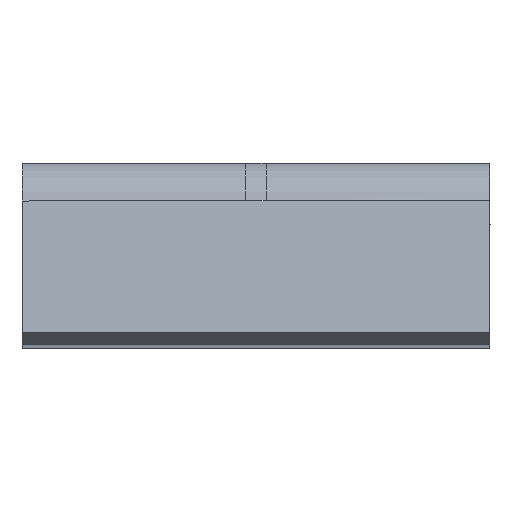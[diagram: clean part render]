
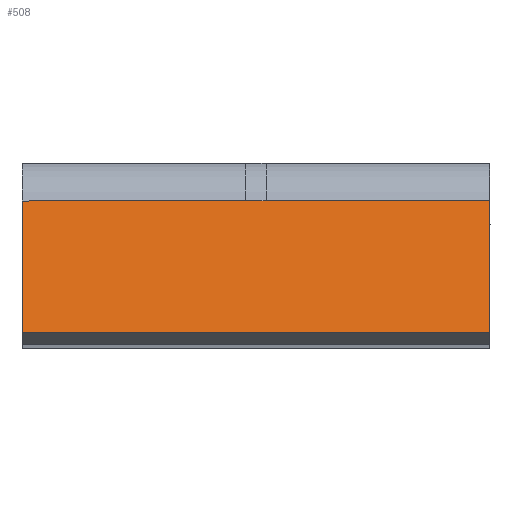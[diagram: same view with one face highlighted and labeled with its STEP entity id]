
A CAD part, top view. The second image highlights one B-rep face of the part: STEP entity #508.
In plain terms, the highlighted planar face has unit normal (-0.001, 0.208, 0.978).
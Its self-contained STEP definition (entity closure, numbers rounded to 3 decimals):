
#69=FACE_OUTER_BOUND('',#99,.T.);
#99=EDGE_LOOP('',(#371,#372,#373,#374,#375,#376));
#141=LINE('',#772,#186);
#142=LINE('',#774,#187);
#143=LINE('',#776,#188);
#144=LINE('',#778,#189);
#145=LINE('',#780,#190);
#146=LINE('',#781,#191);
#186=VECTOR('',#629,10.);
#187=VECTOR('',#630,10.);
#188=VECTOR('',#631,10.);
#189=VECTOR('',#632,10.);
#190=VECTOR('',#633,10.);
#191=VECTOR('',#634,10.);
#229=VERTEX_POINT('',#770);
#230=VERTEX_POINT('',#771);
#231=VERTEX_POINT('',#773);
#232=VERTEX_POINT('',#775);
#233=VERTEX_POINT('',#777);
#234=VERTEX_POINT('',#779);
#280=EDGE_CURVE('',#229,#230,#141,.T.);
#281=EDGE_CURVE('',#230,#231,#142,.T.);
#282=EDGE_CURVE('',#231,#232,#143,.T.);
#283=EDGE_CURVE('',#232,#233,#144,.T.);
#284=EDGE_CURVE('',#234,#233,#145,.T.);
#285=EDGE_CURVE('',#229,#234,#146,.T.);
#371=ORIENTED_EDGE('',*,*,#280,.T.);
#372=ORIENTED_EDGE('',*,*,#281,.T.);
#373=ORIENTED_EDGE('',*,*,#282,.T.);
#374=ORIENTED_EDGE('',*,*,#283,.T.);
#375=ORIENTED_EDGE('',*,*,#284,.F.);
#376=ORIENTED_EDGE('',*,*,#285,.F.);
#461=PLANE('',#563);
#508=ADVANCED_FACE('',(#69),#461,.T.);
#563=AXIS2_PLACEMENT_3D('',#769,#627,#628);
#627=DIRECTION('center_axis',(-0.001,0.208,0.978));
#628=DIRECTION('ref_axis',(-1.,-0.001,0.));
#629=DIRECTION('',(-1.,-0.001,0.));
#630=DIRECTION('',(-1.,-0.001,0.));
#631=DIRECTION('',(-1.,-0.001,0.));
#632=DIRECTION('',(0.,-0.978,0.208));
#633=DIRECTION('',(-1.,-0.001,0.));
#634=DIRECTION('',(0.,-0.978,0.208));
#769=CARTESIAN_POINT('Origin',(12.472,-1.528,50.517));
#770=CARTESIAN_POINT('',(12.472,-1.528,50.517));
#771=CARTESIAN_POINT('',(0.528,-1.539,50.512));
#772=CARTESIAN_POINT('',(12.472,-1.528,50.517));
#773=CARTESIAN_POINT('',(-0.585,-1.54,50.511));
#774=CARTESIAN_POINT('',(0.528,-1.539,50.512));
#775=CARTESIAN_POINT('',(-12.528,-1.551,50.505));
#776=CARTESIAN_POINT('',(-0.585,-1.54,50.511));
#777=CARTESIAN_POINT('',(-12.53,-8.605,52.005));
#778=CARTESIAN_POINT('',(-12.528,-1.551,50.505));
#779=CARTESIAN_POINT('',(12.47,-8.582,52.017));
#780=CARTESIAN_POINT('',(12.47,-8.582,52.017));
#781=CARTESIAN_POINT('',(12.472,-1.528,50.517));
